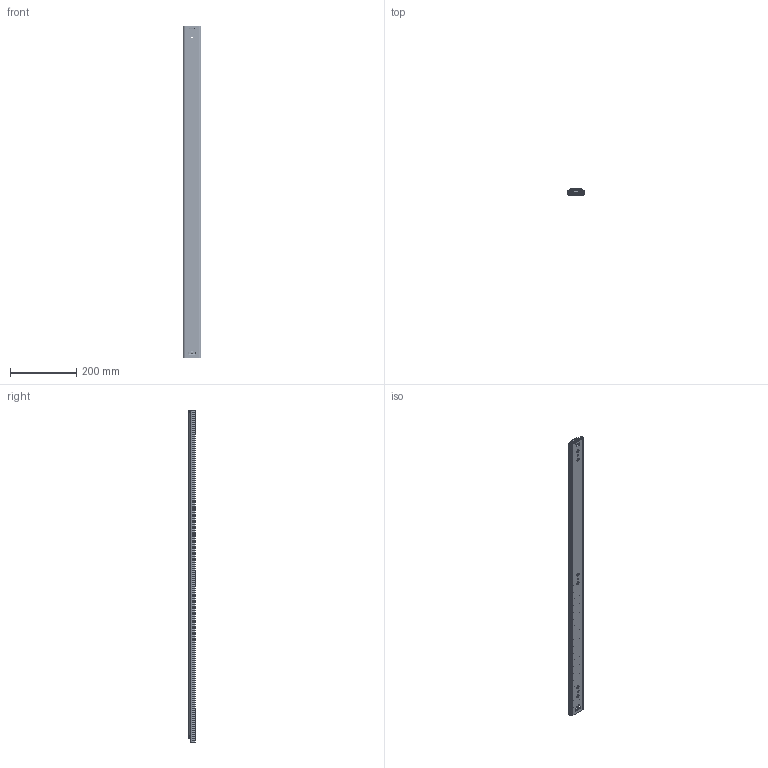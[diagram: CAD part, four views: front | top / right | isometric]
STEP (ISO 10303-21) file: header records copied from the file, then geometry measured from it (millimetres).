
FILE_DESCRIPTION (( 'STEP AP214' ), '1' );
FILE_NAME ('53#ÖØÐÍ¹ì40´çclose.STEP', '2024-10-10T09:35:17', ( '' ), ( '' ), 'SwSTEP 2.0', 'SolidWorks 2016', '' );
FILE_SCHEMA (( 'AUTOMOTIVE_DESIGN' ));
Length unit declared in the file: millimetre
Products named in the file (11): 53蝶坶; 53#笭倰寢40渡close; 53#笭倰寢俋寢40渡; 53中轨胶塞; 53#笭倰寢笢寢40渡; 詩紩6; 53#笭倰寢囀紩殤40渡; 53情え; 紩殤蝶菜; 53#笭倰寢俋紩殤40渡; 53#笭倰寢囀寢40渡
Assembly tree (154 placements, depth 2):
  53#笭倰寢40渡close
    53#笭倰寢俋寢40渡
    53#笭倰寢笢寢40渡
    53#笭倰寢囀寢40渡
    53#笭倰寢囀紩殤40渡
    53#笭倰寢俋紩殤40渡
    詩紩6  x144
    53蝶坶
    紩殤蝶菜  x2
    53中轨胶塞
    53情え
Bounding box: 53.68 x 19 x 1000 mm (x, y, z)
Volume: 417708.4 mm3; surface area: 483871.9 mm2
Topology: 189 solids, 189 shells, 5530 faces, 14674 edges, 9051 vertices
Faces by surface type: plane 2083, cylinder 1703, torus 750, sphere 622, bspline 324, cone 48
Entity records: 164613 total; most frequent: CARTESIAN_POINT 41835, ORIENTED_EDGE 25900, DIRECTION 25148, EDGE_CURVE 12950, AXIS2_PLACEMENT_3D 9809, VERTEX_POINT 7939, LINE 5530, VECTOR 5530
